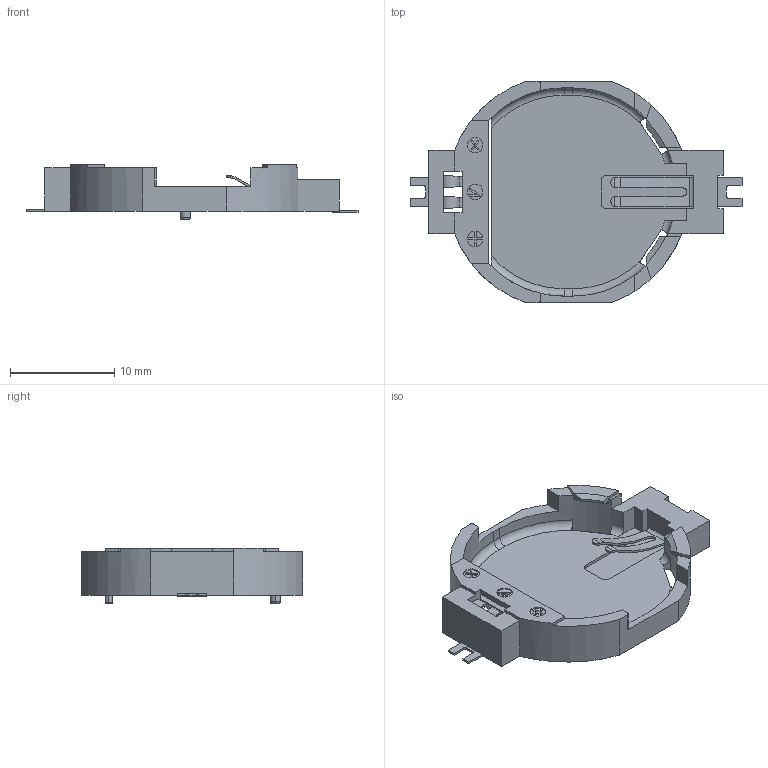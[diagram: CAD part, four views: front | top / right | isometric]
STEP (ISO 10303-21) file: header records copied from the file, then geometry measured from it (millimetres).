
FILE_DESCRIPTION((''),'2;1');
FILE_NAME('54990-002__ASM','2019-10-08T',('d34565'),(''),'CREO PARAMETRIC BY PTC INC, 2014500','CREO PARAMETRIC BY PTC INC, 2014500','');
FILE_SCHEMA(('CONFIG_CONTROL_DESIGN'));
Length unit declared in the file: millimetre
Products named in the file (1): 54990-002__ASM
Bounding box: 31.89 x 21.3 x 5.3 mm (x, y, z)
Volume: 587.7 mm3; surface area: 1535.8 mm2
Topology: 1 solids, 1 shells, 281 faces, 759 edges, 490 vertices
Faces by surface type: plane 167, cylinder 71, bspline 25, torus 12, cone 6
Entity records: 10196 total; most frequent: CARTESIAN_POINT 3128, ORIENTED_EDGE 1518, DIRECTION 1391, EDGE_CURVE 759, VECTOR 499, LINE 499, VERTEX_POINT 490, AXIS2_PLACEMENT_3D 446
